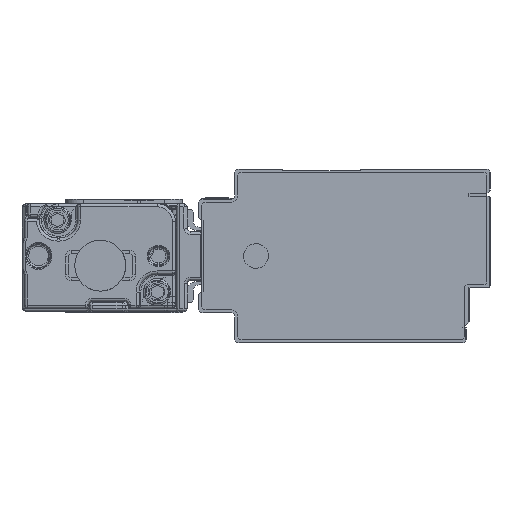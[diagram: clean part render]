
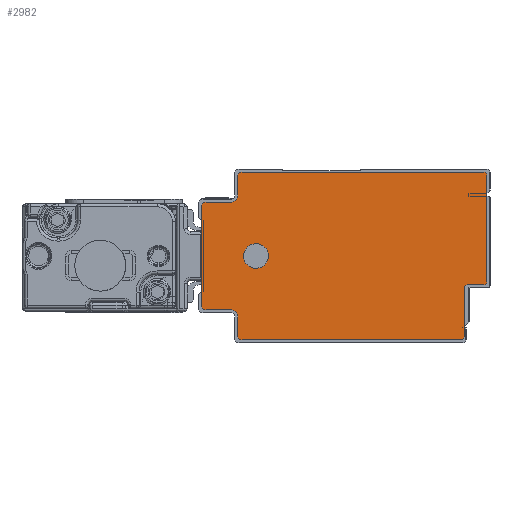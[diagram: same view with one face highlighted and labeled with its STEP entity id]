
A CAD part, left-side view. The second image highlights one B-rep face of the part: STEP entity #2982.
In plain terms, the highlighted planar face has unit normal (-1, 0, 0).
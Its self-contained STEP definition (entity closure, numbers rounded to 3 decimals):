
#1433=AXIS2_PLACEMENT_3D('Circle Axis2P3D',#1431,#1432,$) ;
#1471=AXIS2_PLACEMENT_3D('Circle Axis2P3D',#1469,#1470,$) ;
#1509=AXIS2_PLACEMENT_3D('Circle Axis2P3D',#1507,#1508,$) ;
#1547=AXIS2_PLACEMENT_3D('Circle Axis2P3D',#1545,#1546,$) ;
#2852=AXIS2_PLACEMENT_3D('Circle Axis2P3D',#2850,#2851,$) ;
#2872=AXIS2_PLACEMENT_3D('Plane Axis2P3D',#2869,#2870,#2871) ;
#2876=AXIS2_PLACEMENT_3D('Circle Axis2P3D',#2874,#2875,$) ;
#2890=AXIS2_PLACEMENT_3D('Circle Axis2P3D',#2888,#2889,$) ;
#2904=AXIS2_PLACEMENT_3D('Circle Axis2P3D',#2902,#2903,$) ;
#2918=AXIS2_PLACEMENT_3D('Circle Axis2P3D',#2916,#2917,$) ;
#2932=AXIS2_PLACEMENT_3D('Circle Axis2P3D',#2930,#2931,$) ;
#2966=AXIS2_PLACEMENT_3D('Circle Axis2P3D',#2964,#2965,$) ;
#2975=AXIS2_PLACEMENT_3D('Circle Axis2P3D',#2973,#2974,$) ;
#1389=CARTESIAN_POINT('Line Origine',(-875.5,-3.5,19.1)) ;
#1393=CARTESIAN_POINT('Vertex',(-875.5,-3.5,28.)) ;
#1395=CARTESIAN_POINT('Vertex',(-875.5,-3.5,10.2)) ;
#1431=CARTESIAN_POINT('Axis2P3D Location',(-875.5,-3.,28.)) ;
#1435=CARTESIAN_POINT('Vertex',(-875.5,-3.,28.5)) ;
#1450=CARTESIAN_POINT('Line Origine',(-875.5,17.25,28.5)) ;
#1454=CARTESIAN_POINT('Vertex',(-875.5,37.5,28.5)) ;
#1469=CARTESIAN_POINT('Axis2P3D Location',(-875.5,37.5,28.)) ;
#1473=CARTESIAN_POINT('Vertex',(-875.5,38.,28.)) ;
#1488=CARTESIAN_POINT('Line Origine',(-875.5,38.,26.25)) ;
#1492=CARTESIAN_POINT('Vertex',(-875.5,38.,24.5)) ;
#1507=CARTESIAN_POINT('Axis2P3D Location',(-875.5,39.,24.5)) ;
#1511=CARTESIAN_POINT('Vertex',(-875.5,39.,23.5)) ;
#1526=CARTESIAN_POINT('Line Origine',(-875.5,41.25,23.5)) ;
#1530=CARTESIAN_POINT('Vertex',(-875.5,43.5,23.5)) ;
#1545=CARTESIAN_POINT('Axis2P3D Location',(-875.5,43.5,23.)) ;
#1549=CARTESIAN_POINT('Vertex',(-875.5,44.,23.)) ;
#1564=CARTESIAN_POINT('Line Origine',(-875.5,44.,14.5)) ;
#1568=CARTESIAN_POINT('Vertex',(-875.5,44.,6.)) ;
#2850=CARTESIAN_POINT('Axis2P3D Location',(-875.5,-3.,10.2)) ;
#2854=CARTESIAN_POINT('Vertex',(-875.5,-3.,9.7)) ;
#2869=CARTESIAN_POINT('Axis2P3D Location',(-875.5,0.,0.)) ;
#2874=CARTESIAN_POINT('Axis2P3D Location',(-875.5,43.5,6.)) ;
#2878=CARTESIAN_POINT('Vertex',(-875.5,43.5,5.5)) ;
#2881=CARTESIAN_POINT('Line Origine',(-875.5,41.25,5.5)) ;
#2885=CARTESIAN_POINT('Vertex',(-875.5,39.,5.5)) ;
#2888=CARTESIAN_POINT('Axis2P3D Location',(-875.5,39.,4.5)) ;
#2892=CARTESIAN_POINT('Vertex',(-875.5,38.,4.5)) ;
#2895=CARTESIAN_POINT('Line Origine',(-875.5,38.,2.75)) ;
#2899=CARTESIAN_POINT('Vertex',(-875.5,38.,1.)) ;
#2902=CARTESIAN_POINT('Axis2P3D Location',(-875.5,37.5,1.)) ;
#2906=CARTESIAN_POINT('Vertex',(-875.5,37.5,0.5)) ;
#2909=CARTESIAN_POINT('Line Origine',(-875.5,19.15,0.5)) ;
#2913=CARTESIAN_POINT('Vertex',(-875.5,0.8,0.5)) ;
#2916=CARTESIAN_POINT('Axis2P3D Location',(-875.5,0.8,1.)) ;
#2920=CARTESIAN_POINT('Vertex',(-875.5,0.3,1.)) ;
#2923=CARTESIAN_POINT('Line Origine',(-875.5,0.3,5.1)) ;
#2927=CARTESIAN_POINT('Vertex',(-875.5,0.3,9.2)) ;
#2930=CARTESIAN_POINT('Axis2P3D Location',(-875.5,-0.2,9.2)) ;
#2934=CARTESIAN_POINT('Vertex',(-875.5,-0.2,9.7)) ;
#2937=CARTESIAN_POINT('Line Origine',(-875.5,-1.6,9.7)) ;
#2964=CARTESIAN_POINT('Axis2P3D Location',(-875.5,35.,14.5)) ;
#2968=CARTESIAN_POINT('Vertex',(-875.5,33.186,13.509)) ;
#2970=CARTESIAN_POINT('Vertex',(-875.5,36.814,15.491)) ;
#2973=CARTESIAN_POINT('Axis2P3D Location',(-875.5,35.,14.5)) ;
#1390=DIRECTION('Vector Direction',(0.,0.,-1.)) ;
#1432=DIRECTION('Axis2P3D Direction',(1.,0.,0.)) ;
#1451=DIRECTION('Vector Direction',(0.,1.,0.)) ;
#1470=DIRECTION('Axis2P3D Direction',(1.,0.,0.)) ;
#1489=DIRECTION('Vector Direction',(0.,0.,1.)) ;
#1508=DIRECTION('Axis2P3D Direction',(1.,0.,0.)) ;
#1527=DIRECTION('Vector Direction',(0.,1.,0.)) ;
#1546=DIRECTION('Axis2P3D Direction',(1.,0.,0.)) ;
#1565=DIRECTION('Vector Direction',(0.,0.,1.)) ;
#2851=DIRECTION('Axis2P3D Direction',(1.,0.,0.)) ;
#2870=DIRECTION('Axis2P3D Direction',(1.,0.,0.)) ;
#2871=DIRECTION('Axis2P3D XDirection',(0.,1.,0.)) ;
#2875=DIRECTION('Axis2P3D Direction',(1.,0.,0.)) ;
#2882=DIRECTION('Vector Direction',(0.,-1.,0.)) ;
#2889=DIRECTION('Axis2P3D Direction',(1.,0.,0.)) ;
#2896=DIRECTION('Vector Direction',(0.,0.,1.)) ;
#2903=DIRECTION('Axis2P3D Direction',(1.,0.,0.)) ;
#2910=DIRECTION('Vector Direction',(0.,-1.,0.)) ;
#2917=DIRECTION('Axis2P3D Direction',(1.,0.,0.)) ;
#2924=DIRECTION('Vector Direction',(0.,0.,-1.)) ;
#2931=DIRECTION('Axis2P3D Direction',(1.,0.,0.)) ;
#2938=DIRECTION('Vector Direction',(0.,1.,0.)) ;
#2965=DIRECTION('Axis2P3D Direction',(1.,0.,0.)) ;
#2974=DIRECTION('Axis2P3D Direction',(1.,0.,0.)) ;
#1391=VECTOR('Line Direction',#1390,1.) ;
#1452=VECTOR('Line Direction',#1451,1.) ;
#1490=VECTOR('Line Direction',#1489,1.) ;
#1528=VECTOR('Line Direction',#1527,1.) ;
#1566=VECTOR('Line Direction',#1565,1.) ;
#2883=VECTOR('Line Direction',#2882,1.) ;
#2897=VECTOR('Line Direction',#2896,1.) ;
#2911=VECTOR('Line Direction',#2910,1.) ;
#2925=VECTOR('Line Direction',#2924,1.) ;
#2939=VECTOR('Line Direction',#2938,1.) ;
#2943=ORIENTED_EDGE('',*,*,#1456,.F.) ;
#2944=ORIENTED_EDGE('',*,*,#1475,.F.) ;
#2945=ORIENTED_EDGE('',*,*,#1494,.F.) ;
#2946=ORIENTED_EDGE('',*,*,#1513,.F.) ;
#2947=ORIENTED_EDGE('',*,*,#1532,.F.) ;
#2948=ORIENTED_EDGE('',*,*,#1551,.F.) ;
#2949=ORIENTED_EDGE('',*,*,#1570,.F.) ;
#2950=ORIENTED_EDGE('',*,*,#2880,.F.) ;
#2951=ORIENTED_EDGE('',*,*,#2887,.F.) ;
#2952=ORIENTED_EDGE('',*,*,#2894,.F.) ;
#2953=ORIENTED_EDGE('',*,*,#2901,.F.) ;
#2954=ORIENTED_EDGE('',*,*,#2908,.F.) ;
#2955=ORIENTED_EDGE('',*,*,#2915,.F.) ;
#2956=ORIENTED_EDGE('',*,*,#2922,.F.) ;
#2957=ORIENTED_EDGE('',*,*,#2929,.F.) ;
#2958=ORIENTED_EDGE('',*,*,#2936,.F.) ;
#2959=ORIENTED_EDGE('',*,*,#2941,.F.) ;
#2960=ORIENTED_EDGE('',*,*,#2856,.F.) ;
#2961=ORIENTED_EDGE('',*,*,#1397,.F.) ;
#2962=ORIENTED_EDGE('',*,*,#1437,.F.) ;
#2979=ORIENTED_EDGE('',*,*,#2972,.T.) ;
#2980=ORIENTED_EDGE('',*,*,#2977,.T.) ;
#2981=FACE_BOUND('',#2978,.T.) ;
#2982=ADVANCED_FACE('\X2\FF8EFF9EFF83FF9EFF68FF70\X0\.2',(#2963,#2981),#2873,.F.) ;
#1434=CIRCLE('generated circle',#1433,0.5) ;
#1472=CIRCLE('generated circle',#1471,0.5) ;
#1510=CIRCLE('generated circle',#1509,1.) ;
#1548=CIRCLE('generated circle',#1547,0.5) ;
#2853=CIRCLE('generated circle',#2852,0.5) ;
#2877=CIRCLE('generated circle',#2876,0.5) ;
#2891=CIRCLE('generated circle',#2890,1.) ;
#2905=CIRCLE('generated circle',#2904,0.5) ;
#2919=CIRCLE('generated circle',#2918,0.5) ;
#2933=CIRCLE('generated circle',#2932,0.5) ;
#2967=CIRCLE('generated circle',#2966,2.067) ;
#2976=CIRCLE('generated circle',#2975,2.067) ;
#1397=EDGE_CURVE('',#1394,#1396,#1392,.T.) ;
#1437=EDGE_CURVE('',#1436,#1394,#1434,.T.) ;
#1456=EDGE_CURVE('',#1455,#1436,#1453,.F.) ;
#1475=EDGE_CURVE('',#1474,#1455,#1472,.T.) ;
#1494=EDGE_CURVE('',#1493,#1474,#1491,.T.) ;
#1513=EDGE_CURVE('',#1512,#1493,#1510,.F.) ;
#1532=EDGE_CURVE('',#1531,#1512,#1529,.F.) ;
#1551=EDGE_CURVE('',#1550,#1531,#1548,.T.) ;
#1570=EDGE_CURVE('',#1569,#1550,#1567,.T.) ;
#2856=EDGE_CURVE('',#1396,#2855,#2853,.T.) ;
#2880=EDGE_CURVE('',#2879,#1569,#2877,.T.) ;
#2887=EDGE_CURVE('',#2886,#2879,#2884,.F.) ;
#2894=EDGE_CURVE('',#2893,#2886,#2891,.F.) ;
#2901=EDGE_CURVE('',#2900,#2893,#2898,.T.) ;
#2908=EDGE_CURVE('',#2907,#2900,#2905,.T.) ;
#2915=EDGE_CURVE('',#2914,#2907,#2912,.F.) ;
#2922=EDGE_CURVE('',#2921,#2914,#2919,.T.) ;
#2929=EDGE_CURVE('',#2928,#2921,#2926,.T.) ;
#2936=EDGE_CURVE('',#2935,#2928,#2933,.F.) ;
#2941=EDGE_CURVE('',#2855,#2935,#2940,.T.) ;
#2972=EDGE_CURVE('',#2969,#2971,#2967,.T.) ;
#2977=EDGE_CURVE('',#2971,#2969,#2976,.T.) ;
#2942=EDGE_LOOP('',(#2943,#2944,#2945,#2946,#2947,#2948,#2949,#2950,#2951,#2952,#2953,#2954,#2955,#2956,#2957,#2958,#2959,#2960,#2961,#2962)) ;
#2978=EDGE_LOOP('',(#2979,#2980)) ;
#2963=FACE_OUTER_BOUND('',#2942,.T.) ;
#1392=LINE('Line',#1389,#1391) ;
#1453=LINE('Line',#1450,#1452) ;
#1491=LINE('Line',#1488,#1490) ;
#1529=LINE('Line',#1526,#1528) ;
#1567=LINE('Line',#1564,#1566) ;
#2884=LINE('Line',#2881,#2883) ;
#2898=LINE('Line',#2895,#2897) ;
#2912=LINE('Line',#2909,#2911) ;
#2926=LINE('Line',#2923,#2925) ;
#2940=LINE('Line',#2937,#2939) ;
#2873=PLANE('Plane',#2872) ;
#1394=VERTEX_POINT('',#1393) ;
#1396=VERTEX_POINT('',#1395) ;
#1436=VERTEX_POINT('',#1435) ;
#1455=VERTEX_POINT('',#1454) ;
#1474=VERTEX_POINT('',#1473) ;
#1493=VERTEX_POINT('',#1492) ;
#1512=VERTEX_POINT('',#1511) ;
#1531=VERTEX_POINT('',#1530) ;
#1550=VERTEX_POINT('',#1549) ;
#1569=VERTEX_POINT('',#1568) ;
#2855=VERTEX_POINT('',#2854) ;
#2879=VERTEX_POINT('',#2878) ;
#2886=VERTEX_POINT('',#2885) ;
#2893=VERTEX_POINT('',#2892) ;
#2900=VERTEX_POINT('',#2899) ;
#2907=VERTEX_POINT('',#2906) ;
#2914=VERTEX_POINT('',#2913) ;
#2921=VERTEX_POINT('',#2920) ;
#2928=VERTEX_POINT('',#2927) ;
#2935=VERTEX_POINT('',#2934) ;
#2969=VERTEX_POINT('',#2968) ;
#2971=VERTEX_POINT('',#2970) ;
